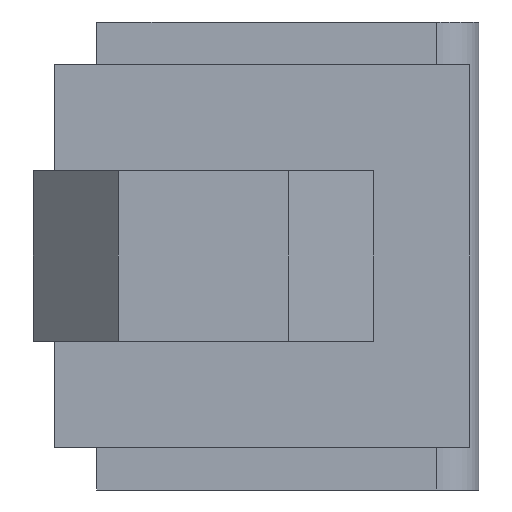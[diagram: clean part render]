
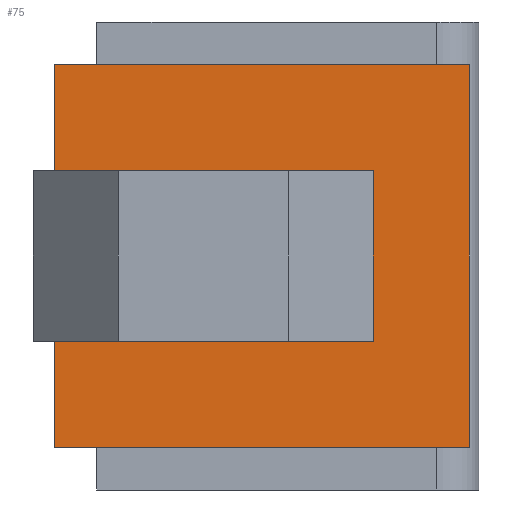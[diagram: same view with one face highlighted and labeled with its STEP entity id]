
A CAD part, left-side view. The second image highlights one B-rep face of the part: STEP entity #75.
In plain terms, the highlighted planar face has unit normal (-1, 0, 0).
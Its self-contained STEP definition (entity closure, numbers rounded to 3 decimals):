
#75=ADVANCED_FACE('',(#137,#138),#139,.T.);
#137=FACE_OUTER_BOUND('',#260,.T.);
#138=FACE_BOUND('',#261,.T.);
#139=PLANE('',#262);
#260=EDGE_LOOP('',(#383,#384,#385,#386));
#261=EDGE_LOOP('',(#387,#388,#389,#390,#391,#392));
#262=AXIS2_PLACEMENT_3D('',#393,#394,#395);
#383=ORIENTED_EDGE('',*,*,#906,.T.);
#384=ORIENTED_EDGE('',*,*,#907,.T.);
#385=ORIENTED_EDGE('',*,*,#908,.T.);
#386=ORIENTED_EDGE('',*,*,#909,.T.);
#387=ORIENTED_EDGE('',*,*,#910,.F.);
#388=ORIENTED_EDGE('',*,*,#911,.F.);
#389=ORIENTED_EDGE('',*,*,#912,.F.);
#390=ORIENTED_EDGE('',*,*,#913,.F.);
#391=ORIENTED_EDGE('',*,*,#914,.F.);
#392=ORIENTED_EDGE('',*,*,#915,.F.);
#393=CARTESIAN_POINT('',(-21.0,2.,2.0));
#394=DIRECTION('',(-1.0,0.,0.));
#395=DIRECTION('',(0.,1.0,0.0));
#906=EDGE_CURVE('',#1076,#1077,#1078,.T.);
#907=EDGE_CURVE('',#1077,#1079,#1080,.T.);
#908=EDGE_CURVE('',#1079,#1081,#1082,.T.);
#909=EDGE_CURVE('',#1081,#1076,#1083,.T.);
#910=EDGE_CURVE('',#1084,#1085,#1086,.T.);
#911=EDGE_CURVE('',#1087,#1084,#1088,.T.);
#912=EDGE_CURVE('',#1089,#1087,#1090,.T.);
#913=EDGE_CURVE('',#1091,#1089,#1092,.T.);
#914=EDGE_CURVE('',#1093,#1091,#1094,.T.);
#915=EDGE_CURVE('',#1085,#1093,#1095,.T.);
#1076=VERTEX_POINT('',#1358);
#1077=VERTEX_POINT('',#1359);
#1078=LINE('',#1360,#1361);
#1079=VERTEX_POINT('',#1362);
#1080=LINE('',#1363,#1364);
#1081=VERTEX_POINT('',#1365);
#1082=LINE('',#1366,#1367);
#1083=LINE('',#1368,#1369);
#1084=VERTEX_POINT('',#1370);
#1085=VERTEX_POINT('',#1371);
#1086=LINE('',#1372,#1373);
#1087=VERTEX_POINT('',#1374);
#1088=LINE('',#1375,#1376);
#1089=VERTEX_POINT('',#1377);
#1090=CIRCLE('',#1378,4.0);
#1091=VERTEX_POINT('',#1379);
#1092=LINE('',#1380,#1381);
#1093=VERTEX_POINT('',#1382);
#1094=LINE('',#1383,#1384);
#1095=CIRCLE('',#1385,4.0);
#1358=CARTESIAN_POINT('',(-21.0,2.0,20.0));
#1359=CARTESIAN_POINT('',(-21.0,2.,2.0));
#1360=CARTESIAN_POINT('',(-21.0,2.0,20.0));
#1361=VECTOR('',#1802,1000.0);
#1362=CARTESIAN_POINT('',(-21.0,-17.5,2.0));
#1363=CARTESIAN_POINT('',(-21.0,2.,2.0));
#1364=VECTOR('',#1803,1000.0);
#1365=CARTESIAN_POINT('',(-21.0,-17.5,20.0));
#1366=CARTESIAN_POINT('',(-21.0,-17.5,20.0));
#1367=VECTOR('',#1804,1000.0);
#1368=CARTESIAN_POINT('',(-21.0,2.0,20.0));
#1369=VECTOR('',#1805,1000.0);
#1370=CARTESIAN_POINT('',(-21.0,-9.0,7.0));
#1371=CARTESIAN_POINT('',(-21.0,-9.0,11.0));
#1372=CARTESIAN_POINT('',(-21.0,-9.0,11.0));
#1373=VECTOR('',#1806,1000.0);
#1374=CARTESIAN_POINT('',(-21.0,-5.0,7.0));
#1375=CARTESIAN_POINT('',(-21.0,-5.0,7.0));
#1376=VECTOR('',#1807,1000.0);
#1377=CARTESIAN_POINT('',(-21.0,-1.0,11.0));
#1378=AXIS2_PLACEMENT_3D('',#1808,#1809,#1810);
#1379=CARTESIAN_POINT('',(-21.0,-1.0,15.0));
#1380=CARTESIAN_POINT('',(-21.0,-1.0,15.0));
#1381=VECTOR('',#1811,1000.0);
#1382=CARTESIAN_POINT('',(-21.0,-5.0,15.0));
#1383=CARTESIAN_POINT('',(-21.0,-1.0,15.0));
#1384=VECTOR('',#1812,1000.0);
#1385=AXIS2_PLACEMENT_3D('',#1813,#1814,#1815);
#1802=DIRECTION('',(0.0,0.,-1.0));
#1803=DIRECTION('',(0.,-1.0,0.));
#1804=DIRECTION('',(-0.0,0.,1.0));
#1805=DIRECTION('',(0.,1.0,0.));
#1806=DIRECTION('',(-0.0,-0.0,1.0));
#1807=DIRECTION('',(0.0,-1.0,0.0));
#1808=CARTESIAN_POINT('',(-21.0,-5.0,11.0));
#1809=DIRECTION('',(-1.0,0.0,0.));
#1810=DIRECTION('',(0.0,-1.0,0.0));
#1811=DIRECTION('',(0.0,0.,-1.0));
#1812=DIRECTION('',(-0.0,1.0,0.));
#1813=CARTESIAN_POINT('',(-21.0,-5.0,11.0));
#1814=DIRECTION('',(-1.0,0.0,0.));
#1815=DIRECTION('',(0.0,-1.0,0.0));
